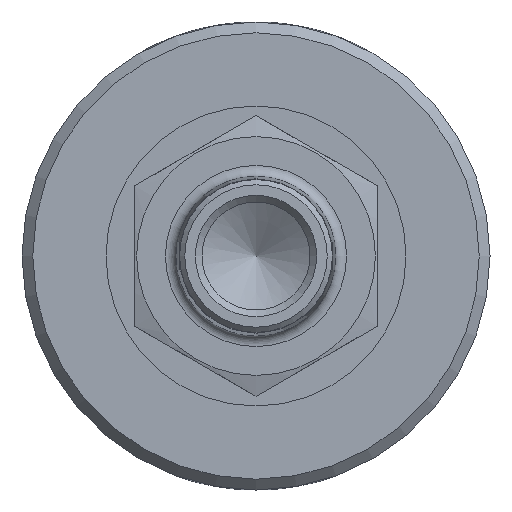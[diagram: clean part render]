
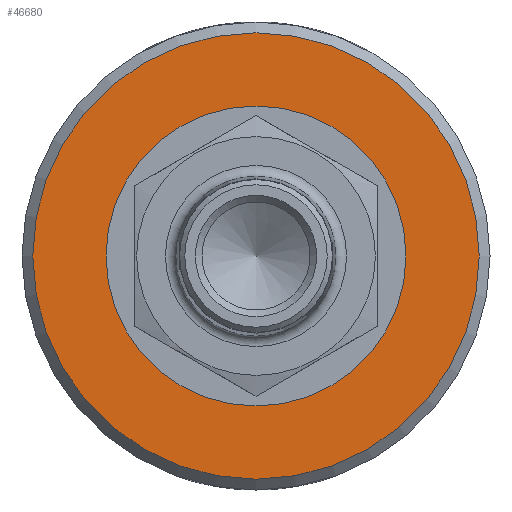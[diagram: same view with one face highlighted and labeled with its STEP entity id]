
A CAD part, left-side view. The second image highlights one B-rep face of the part: STEP entity #46680.
In plain terms, the highlighted planar face has unit normal (-1, 0, 0).
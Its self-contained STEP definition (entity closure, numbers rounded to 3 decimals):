
#46637=CARTESIAN_POINT('',(41.88,0.,16.66));
#46638=VERTEX_POINT('',#46637);
#46639=CARTESIAN_POINT('',(41.88,0.0,0.0));
#46640=DIRECTION('',(-1.0,0.0,0.0));
#46641=DIRECTION('',(0.0,0.0,-1.0));
#46642=AXIS2_PLACEMENT_3D('',#46639,#46640,#46641);
#46643=CIRCLE('',#46642,16.66);
#46644=EDGE_CURVE('',#46638,#46638,#46643,.T.);
#46661=CARTESIAN_POINT('',(41.88,0.0,0.0));
#46662=DIRECTION('',(-1.0,0.0,0.0));
#46663=DIRECTION('',(0.0,0.0,1.0));
#46664=AXIS2_PLACEMENT_3D('',#46661,#46662,#46663);
#46665=PLANE('',#46664);
#46666=CARTESIAN_POINT('',(41.88,33.075,0.));
#46667=VERTEX_POINT('',#46666);
#46668=CARTESIAN_POINT('',(41.88,0.0,0.0));
#46669=DIRECTION('',(1.0,0.0,0.0));
#46670=DIRECTION('',(0.0,-1.0,0.0));
#46671=AXIS2_PLACEMENT_3D('',#46668,#46669,#46670);
#46672=CIRCLE('',#46671,33.075);
#46673=EDGE_CURVE('',#46667,#46667,#46672,.T.);
#46674=ORIENTED_EDGE('',*,*,#46673,.F.);
#46675=EDGE_LOOP('',(#46674));
#46676=FACE_OUTER_BOUND('',#46675,.T.);
#46677=ORIENTED_EDGE('',*,*,#46644,.F.);
#46678=EDGE_LOOP('',(#46677));
#46679=FACE_BOUND('',#46678,.T.);
#46680=ADVANCED_FACE('',(#46676,#46679),#46665,.T.);
